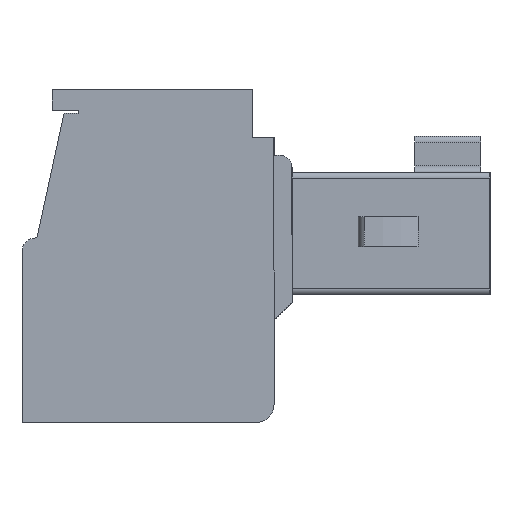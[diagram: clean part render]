
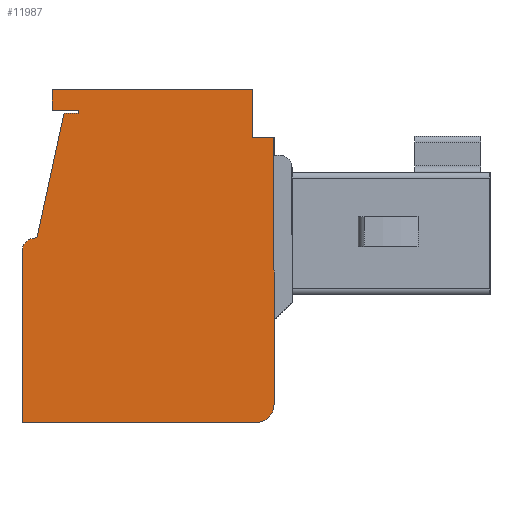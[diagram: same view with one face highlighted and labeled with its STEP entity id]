
A CAD part, left-side view. The second image highlights one B-rep face of the part: STEP entity #11987.
In plain terms, the highlighted planar face has unit normal (-1, 0, 0).
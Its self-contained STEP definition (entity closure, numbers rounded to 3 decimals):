
#374 = LINE ( 'NONE', #560, #14590 ) ;
#400 = CARTESIAN_POINT ( 'NONE',  ( 0., 7.8, 0. ) ) ;
#560 = CARTESIAN_POINT ( 'NONE',  ( 0., 15.15, 6.15 ) ) ;
#1403 = EDGE_CURVE ( 'NONE', #9804, #16214, #28245, .T. ) ;
#1547 = CARTESIAN_POINT ( 'NONE',  ( 0., 7.92, 9.5 ) ) ;
#1595 = ORIENTED_EDGE ( 'NONE', *, *, #24372, .F. ) ;
#1731 = CARTESIAN_POINT ( 'NONE',  ( 0., 13.7, 10.4 ) ) ;
#2069 = ORIENTED_EDGE ( 'NONE', *, *, #34645, .F. ) ;
#3075 = DIRECTION ( 'NONE',  ( 0., 0., -1. ) ) ;
#3501 = ORIENTED_EDGE ( 'NONE', *, *, #16929, .T. ) ;
#3879 = VERTEX_POINT ( 'NONE', #33713 ) ;
#3998 = VECTOR ( 'NONE', #32957, 1000. ) ;
#4296 = ORIENTED_EDGE ( 'NONE', *, *, #16620, .T. ) ;
#4557 = LINE ( 'NONE', #29710, #33162 ) ;
#4765 = CARTESIAN_POINT ( 'NONE',  ( 0., 15.15, 6.15 ) ) ;
#4834 = DIRECTION ( 'NONE',  ( 0., 1., 0. ) ) ;
#4839 = VECTOR ( 'NONE', #5034, 1000. ) ;
#4975 = VERTEX_POINT ( 'NONE', #18042 ) ;
#5034 = DIRECTION ( 'NONE',  ( 0., 0., -1. ) ) ;
#5378 = EDGE_CURVE ( 'NONE', #22744, #6671, #374, .T. ) ;
#5539 = LINE ( 'NONE', #18032, #36964 ) ;
#6671 = VERTEX_POINT ( 'NONE', #4765 ) ;
#7291 = CARTESIAN_POINT ( 'NONE',  ( 0., 7.2, 9.5 ) ) ;
#8439 = CARTESIAN_POINT ( 'NONE',  ( 0., 15.6, 11.1 ) ) ;
#8670 = DIRECTION ( 'NONE',  ( 0., 0., 1. ) ) ;
#8809 = CARTESIAN_POINT ( 'NONE',  ( 0., 15.1, 6.15 ) ) ;
#9221 = DIRECTION ( 'NONE',  ( 0., -1., 0. ) ) ;
#9650 = ORIENTED_EDGE ( 'NONE', *, *, #35770, .T. ) ;
#9726 = ORIENTED_EDGE ( 'NONE', *, *, #34022, .T. ) ;
#9804 = VERTEX_POINT ( 'NONE', #400 ) ;
#10107 = VECTOR ( 'NONE', #4834, 1000. ) ;
#10414 = DIRECTION ( 'NONE',  ( 0., -1., 0. ) ) ;
#10723 = CARTESIAN_POINT ( 'NONE',  ( 0., 7.92, 11.1 ) ) ;
#10846 = VERTEX_POINT ( 'NONE', #30819 ) ;
#11026 = LINE ( 'NONE', #35416, #10107 ) ;
#11426 = CARTESIAN_POINT ( 'NONE',  ( 0., 7.92, 9.5 ) ) ;
#11924 = CARTESIAN_POINT ( 'NONE',  ( 0., 13.7, 10.4 ) ) ;
#11959 = CARTESIAN_POINT ( 'NONE',  ( 0., 15.6, 0. ) ) ;
#11987 = ADVANCED_FACE ( 'NONE', ( #36384 ), #26398, .F. ) ;
#11995 = VERTEX_POINT ( 'NONE', #11959 ) ;
#12059 = CARTESIAN_POINT ( 'NONE',  ( 0., 15.15, 5.7 ) ) ;
#12119 = VERTEX_POINT ( 'NONE', #32877 ) ;
#13043 = DIRECTION ( 'NONE',  ( 0., 1., 0. ) ) ;
#13516 = ORIENTED_EDGE ( 'NONE', *, *, #21494, .T. ) ;
#14590 = VECTOR ( 'NONE', #13043, 1000. ) ;
#14700 = DIRECTION ( 'NONE',  ( 0., 0., 1. ) ) ;
#14982 = DIRECTION ( 'NONE',  ( 0., 0., -1. ) ) ;
#15093 = DIRECTION ( 'NONE',  ( -1., 0., 0. ) ) ;
#15270 = AXIS2_PLACEMENT_3D ( 'NONE', #30597, #15093, #36911 ) ;
#15817 = ORIENTED_EDGE ( 'NONE', *, *, #30990, .T. ) ;
#16214 = VERTEX_POINT ( 'NONE', #18094 ) ;
#16461 = EDGE_CURVE ( 'NONE', #18334, #32637, #21120, .T. ) ;
#16620 = EDGE_CURVE ( 'NONE', #32637, #3879, #19956, .T. ) ;
#16694 = ORIENTED_EDGE ( 'NONE', *, *, #1403, .T. ) ;
#16929 = EDGE_CURVE ( 'NONE', #10846, #37156, #17113, .T. ) ;
#17113 = LINE ( 'NONE', #1547, #31044 ) ;
#17268 = VECTOR ( 'NONE', #9221, 1000. ) ;
#18013 = EDGE_CURVE ( 'NONE', #11995, #9804, #38759, .T. ) ;
#18032 = CARTESIAN_POINT ( 'NONE',  ( 0., 14.6, 11.1 ) ) ;
#18042 = CARTESIAN_POINT ( 'NONE',  ( 0., 15.6, 5.7 ) ) ;
#18094 = CARTESIAN_POINT ( 'NONE',  ( 0., 7.2, 0.6 ) ) ;
#18334 = VERTEX_POINT ( 'NONE', #23850 ) ;
#18834 = DIRECTION ( 'NONE',  ( 1., 0., 0. ) ) ;
#19879 = VERTEX_POINT ( 'NONE', #32985 ) ;
#19956 = LINE ( 'NONE', #1731, #4839 ) ;
#20398 = DIRECTION ( 'NONE',  ( 0., 1., 0. ) ) ;
#20537 = LINE ( 'NONE', #10723, #3998 ) ;
#20630 = DIRECTION ( 'NONE',  ( -1., 0., 0. ) ) ;
#20760 = CARTESIAN_POINT ( 'NONE',  ( 0., 15.6, 11.1 ) ) ;
#21120 = LINE ( 'NONE', #27807, #17268 ) ;
#21386 = ORIENTED_EDGE ( 'NONE', *, *, #37447, .T. ) ;
#21494 = EDGE_CURVE ( 'NONE', #12119, #22744, #4557, .T. ) ;
#22744 = VERTEX_POINT ( 'NONE', #8809 ) ;
#22755 = VECTOR ( 'NONE', #10414, 1000. ) ;
#22756 = LINE ( 'NONE', #38871, #23121 ) ;
#23121 = VECTOR ( 'NONE', #23361, 1000. ) ;
#23361 = DIRECTION ( 'NONE',  ( 0., -1., 0. ) ) ;
#23850 = CARTESIAN_POINT ( 'NONE',  ( 0., 14.6, 10.4 ) ) ;
#24372 = EDGE_CURVE ( 'NONE', #19879, #31857, #22756, .T. ) ;
#26063 = EDGE_CURVE ( 'NONE', #19879, #18334, #5539, .T. ) ;
#26102 = DIRECTION ( 'NONE',  ( 0., 0., 1. ) ) ;
#26200 = DIRECTION ( 'NONE',  ( 0., 0.212, -0.977 ) ) ;
#26377 = VECTOR ( 'NONE', #8670, 1000. ) ;
#26398 = PLANE ( 'NONE',  #35796 ) ;
#27807 = CARTESIAN_POINT ( 'NONE',  ( 0., 14.6, 10.4 ) ) ;
#27945 = ORIENTED_EDGE ( 'NONE', *, *, #5378, .T. ) ;
#28245 = CIRCLE ( 'NONE', #15270, 0.6 ) ;
#28468 = VECTOR ( 'NONE', #26102, 1000. ) ;
#29628 = CARTESIAN_POINT ( 'NONE',  ( 0., 15.6, 0. ) ) ;
#29696 = EDGE_LOOP ( 'NONE', ( #16694, #21386, #3501, #15817, #1595, #29821, #33127, #4296, #9650, #13516, #27945, #9726, #2069, #32535 ) ) ;
#29710 = CARTESIAN_POINT ( 'NONE',  ( 0., 15.1, 6.15 ) ) ;
#29737 = CARTESIAN_POINT ( 'NONE',  ( 0., 7.92, 11.1 ) ) ;
#29821 = ORIENTED_EDGE ( 'NONE', *, *, #26063, .T. ) ;
#30300 = AXIS2_PLACEMENT_3D ( 'NONE', #12059, #20630, #14700 ) ;
#30597 = CARTESIAN_POINT ( 'NONE',  ( 0., 7.8, 0.6 ) ) ;
#30819 = CARTESIAN_POINT ( 'NONE',  ( 0., 7.2, 9.5 ) ) ;
#30990 = EDGE_CURVE ( 'NONE', #37156, #31857, #20537, .T. ) ;
#31044 = VECTOR ( 'NONE', #20398, 1000. ) ;
#31857 = VERTEX_POINT ( 'NONE', #29737 ) ;
#32535 = ORIENTED_EDGE ( 'NONE', *, *, #18013, .T. ) ;
#32637 = VERTEX_POINT ( 'NONE', #11924 ) ;
#32877 = CARTESIAN_POINT ( 'NONE',  ( 0., 14.2, 10.3 ) ) ;
#32957 = DIRECTION ( 'NONE',  ( 0., 0., 1. ) ) ;
#32985 = CARTESIAN_POINT ( 'NONE',  ( 0., 14.6, 11.1 ) ) ;
#33127 = ORIENTED_EDGE ( 'NONE', *, *, #16461, .T. ) ;
#33162 = VECTOR ( 'NONE', #26200, 1000. ) ;
#33713 = CARTESIAN_POINT ( 'NONE',  ( 0., 13.7, 10.3 ) ) ;
#34022 = EDGE_CURVE ( 'NONE', #6671, #4975, #34166, .T. ) ;
#34166 = CIRCLE ( 'NONE', #30300, 0.45 ) ;
#34645 = EDGE_CURVE ( 'NONE', #11995, #4975, #35974, .T. ) ;
#35416 = CARTESIAN_POINT ( 'NONE',  ( 0., 13.7, 10.3 ) ) ;
#35456 = LINE ( 'NONE', #7291, #28468 ) ;
#35770 = EDGE_CURVE ( 'NONE', #3879, #12119, #11026, .T. ) ;
#35796 = AXIS2_PLACEMENT_3D ( 'NONE', #8439, #18834, #3075 ) ;
#35974 = LINE ( 'NONE', #20760, #26377 ) ;
#36384 = FACE_OUTER_BOUND ( 'NONE', #29696, .T. ) ;
#36911 = DIRECTION ( 'NONE',  ( 0., 0., -1. ) ) ;
#36964 = VECTOR ( 'NONE', #14982, 1000. ) ;
#37156 = VERTEX_POINT ( 'NONE', #11426 ) ;
#37447 = EDGE_CURVE ( 'NONE', #16214, #10846, #35456, .T. ) ;
#38759 = LINE ( 'NONE', #29628, #22755 ) ;
#38871 = CARTESIAN_POINT ( 'NONE',  ( 0., 15.6, 11.1 ) ) ;
